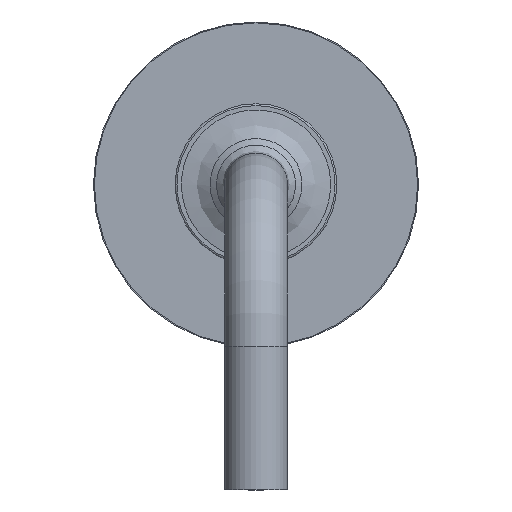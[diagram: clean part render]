
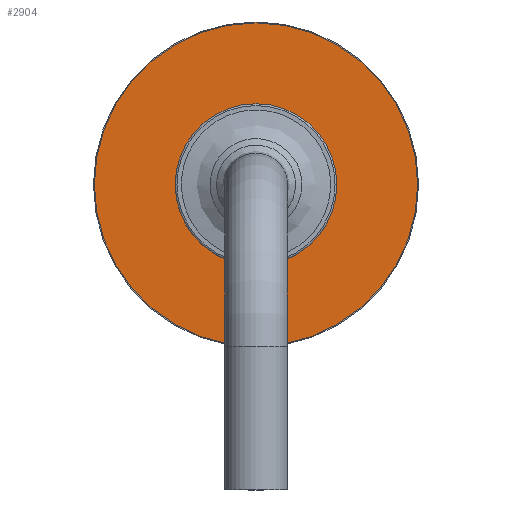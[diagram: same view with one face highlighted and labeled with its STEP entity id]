
A CAD part, front view. The second image highlights one B-rep face of the part: STEP entity #2904.
In plain terms, the highlighted planar face has unit normal (0, -1, 0).
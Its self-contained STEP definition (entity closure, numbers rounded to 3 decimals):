
#2904 = ADVANCED_FACE('',(#2905),#2918,.T.);
#2905 = FACE_BOUND('',#2906,.T.);
#2906 = EDGE_LOOP('',(#2907));
#2907 = ORIENTED_EDGE('',*,*,#2908,.T.);
#2908 = EDGE_CURVE('',#2909,#2909,#2911,.T.);
#2909 = VERTEX_POINT('',#2910);
#2910 = CARTESIAN_POINT('',(0.,-4.75,-1.8));
#2911 = SURFACE_CURVE('',#2912,(#2917,#2929),.PCURVE_S1.);
#2912 = CIRCLE('',#2913,1.8);
#2913 = AXIS2_PLACEMENT_3D('',#2914,#2915,#2916);
#2914 = CARTESIAN_POINT('',(0.,-4.75,0.
    ));
#2915 = DIRECTION('',(0.,-1.,0.));
#2916 = DIRECTION('',(0.,0.,-1.));
#2917 = PCURVE('',#2918,#2923);
#2918 = PLANE('',#2919);
#2919 = AXIS2_PLACEMENT_3D('',#2920,#2921,#2922);
#2920 = CARTESIAN_POINT('',(0.,-4.75,0.
    ));
#2921 = DIRECTION('',(0.,-1.,0.));
#2922 = DIRECTION('',(0.,0.,1.));
#2923 = DEFINITIONAL_REPRESENTATION('',(#2924),#2928);
#2924 = CIRCLE('',#2925,1.8);
#2925 = AXIS2_PLACEMENT_2D('',#2926,#2927);
#2926 = CARTESIAN_POINT('',(0.,0.));
#2927 = DIRECTION('',(-1.,0.));
#2928 = ( GEOMETRIC_REPRESENTATION_CONTEXT(2) 
PARAMETRIC_REPRESENTATION_CONTEXT() REPRESENTATION_CONTEXT('2D SPACE',''
  ) );
#2929 = PCURVE('',#2930,#2935);
#2930 = CYLINDRICAL_SURFACE('',#2931,1.8);
#2931 = AXIS2_PLACEMENT_3D('',#2932,#2933,#2934);
#2932 = CARTESIAN_POINT('',(0.,-4.75,0.
    ));
#2933 = DIRECTION('',(0.,1.,0.));
#2934 = DIRECTION('',(0.,0.,-1.));
#2935 = DEFINITIONAL_REPRESENTATION('',(#2936),#2939);
#2936 = B_SPLINE_CURVE_WITH_KNOTS('',1,(#2937,#2938),.UNSPECIFIED.,.F.,
  .F.,(2,2),(0.,6.283),.PIECEWISE_BEZIER_KNOTS.);
#2937 = CARTESIAN_POINT('',(6.283,0.));
#2938 = CARTESIAN_POINT('',(0.,0.));
#2939 = ( GEOMETRIC_REPRESENTATION_CONTEXT(2) 
PARAMETRIC_REPRESENTATION_CONTEXT() REPRESENTATION_CONTEXT('2D SPACE',''
  ) );
